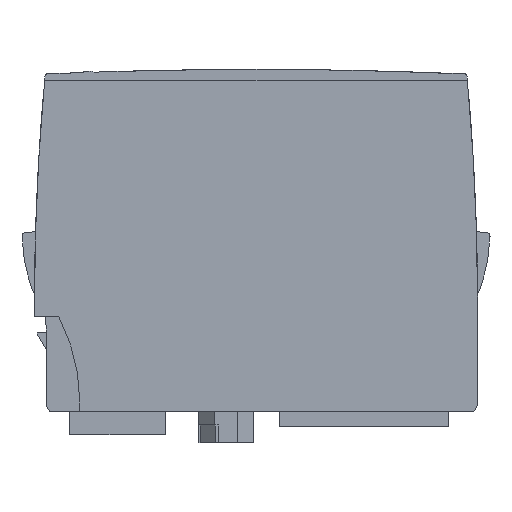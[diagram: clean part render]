
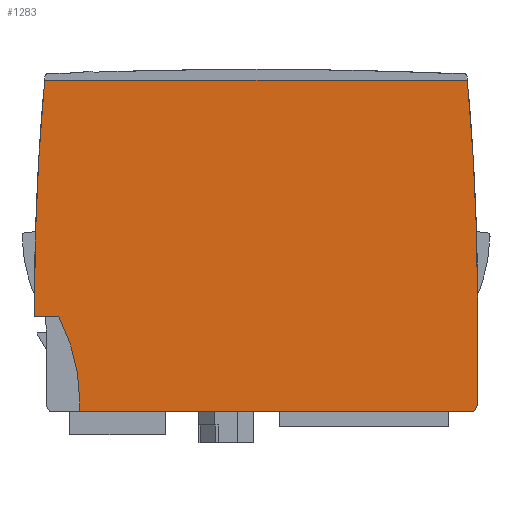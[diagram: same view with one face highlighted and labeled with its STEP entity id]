
A CAD part, left-side view. The second image highlights one B-rep face of the part: STEP entity #1283.
In plain terms, the highlighted planar face has unit normal (-1, 0, 0).
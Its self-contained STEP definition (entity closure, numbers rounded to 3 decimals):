
#1283=ADVANCED_FACE('NONE',(#3856),#3857,.F.);
#3856=FACE_OUTER_BOUND('',#7755,.T.);
#3857=PLANE('',#7756);
#7755=EDGE_LOOP('',(#18501,#18502,#18503,#18504,#18505,#18506,#18507,#18508,#18509));
#7756=AXIS2_PLACEMENT_3D('',#18510,#18511,#18512);
#18501=ORIENTED_EDGE('',*,*,#29140,.F.);
#18502=ORIENTED_EDGE('',*,*,#29058,.F.);
#18503=ORIENTED_EDGE('',*,*,#29141,.F.);
#18504=ORIENTED_EDGE('',*,*,#29142,.F.);
#18505=ORIENTED_EDGE('',*,*,#29143,.F.);
#18506=ORIENTED_EDGE('',*,*,#29144,.F.);
#18507=ORIENTED_EDGE('',*,*,#29145,.F.);
#18508=ORIENTED_EDGE('',*,*,#29146,.F.);
#18509=ORIENTED_EDGE('',*,*,#28967,.F.);
#18510=CARTESIAN_POINT('',(0.0,69.485,57.556));
#18511=DIRECTION('',(1.0,0.0,0.0));
#18512=DIRECTION('',(0.0,1.0,0.0));
#28967=EDGE_CURVE('NONE',#33698,#33701,#33702,.T.);
#29058=EDGE_CURVE('NONE',#33880,#33860,#33882,.T.);
#29140=EDGE_CURVE('NONE',#33860,#33698,#34041,.T.);
#29141=EDGE_CURVE('NONE',#34042,#33880,#34043,.T.);
#29142=EDGE_CURVE('NONE',#34044,#34042,#34045,.T.);
#29143=EDGE_CURVE('NONE',#34046,#34044,#34047,.T.);
#29144=EDGE_CURVE('NONE',#34048,#34046,#34049,.T.);
#29145=EDGE_CURVE('NONE',#34050,#34048,#34051,.T.);
#29146=EDGE_CURVE('NONE',#33701,#34050,#34052,.T.);
#33698=VERTEX_POINT('NONE',#41466);
#33701=VERTEX_POINT('NONE',#41470);
#33702=CIRCLE('',#41471,391.5);
#33860=VERTEX_POINT('NONE',#41691);
#33880=VERTEX_POINT('NONE',#41716);
#33882=CIRCLE('',#41719,391.5);
#34041=LINE('',#41943,#41944);
#34042=VERTEX_POINT('NONE',#41945);
#34043=LINE('',#41946,#41947);
#34044=VERTEX_POINT('NONE',#41948);
#34045=CIRCLE('',#41949,28.3);
#34046=VERTEX_POINT('NONE',#41950);
#34047=LINE('',#41951,#41952);
#34048=VERTEX_POINT('NONE',#41953);
#34049=LINE('',#41954,#41955);
#34050=VERTEX_POINT('NONE',#41956);
#34051=LINE('',#41957,#41958);
#34052=LINE('',#41959,#41960);
#41466=CARTESIAN_POINT('',(0.0,3.535,56.64));
#41470=CARTESIAN_POINT('',(0.0,1.941,21.35));
#41471=AXIS2_PLACEMENT_3D('',#54681,#54682,#54683);
#41691=CARTESIAN_POINT('',(0.0,69.647,56.64));
#41716=CARTESIAN_POINT('',(0.0,71.237,19.65));
#41719=AXIS2_PLACEMENT_3D('',#54842,#54843,#54844);
#41943=CARTESIAN_POINT('',(0.0,69.485,56.64));
#41944=VECTOR('',#54979,1000.0);
#41945=CARTESIAN_POINT('',(0.0,67.461,19.65));
#41946=CARTESIAN_POINT('',(0.0,71.237,19.65));
#41947=VECTOR('',#54980,1000.0);
#41948=CARTESIAN_POINT('',(0.0,64.141,6.35));
#41949=AXIS2_PLACEMENT_3D('',#54981,#54982,#54983);
#41950=CARTESIAN_POINT('',(0.0,64.141,4.85));
#41951=CARTESIAN_POINT('',(0.0,64.141,6.35));
#41952=VECTOR('',#54984,1000.0);
#41953=CARTESIAN_POINT('',(0.0,2.518,4.85));
#41954=CARTESIAN_POINT('',(0.0,2.518,4.85));
#41955=VECTOR('',#54985,1000.0);
#41956=CARTESIAN_POINT('',(0.0,1.941,5.85));
#41957=CARTESIAN_POINT('',(0.0,1.941,5.85));
#41958=VECTOR('',#54986,1000.0);
#41959=CARTESIAN_POINT('',(0.0,1.941,5.85));
#41960=VECTOR('',#54987,1000.0);
#54681=CARTESIAN_POINT('',(0.0,393.441,21.35));
#54682=DIRECTION('',(1.0,0.0,0.0));
#54683=DIRECTION('',(0.0,0.0,-1.0));
#54842=CARTESIAN_POINT('',(0.0,-320.259,21.35));
#54843=DIRECTION('',(1.0,0.0,0.0));
#54844=DIRECTION('',(0.0,0.0,-1.0));
#54979=DIRECTION('',(0.0,-1.0,0.0));
#54980=DIRECTION('',(0.0,1.0,0.0));
#54981=CARTESIAN_POINT('',(0.0,92.441,6.35));
#54982=DIRECTION('',(-1.0,-0.0,-0.0));
#54983=DIRECTION('',(0.0,0.0,-1.0));
#54984=DIRECTION('',(0.0,0.0,1.0));
#54985=DIRECTION('',(0.0,1.0,0.));
#54986=DIRECTION('',(0.0,0.5,-0.866));
#54987=DIRECTION('',(0.0,0.,-1.0));
